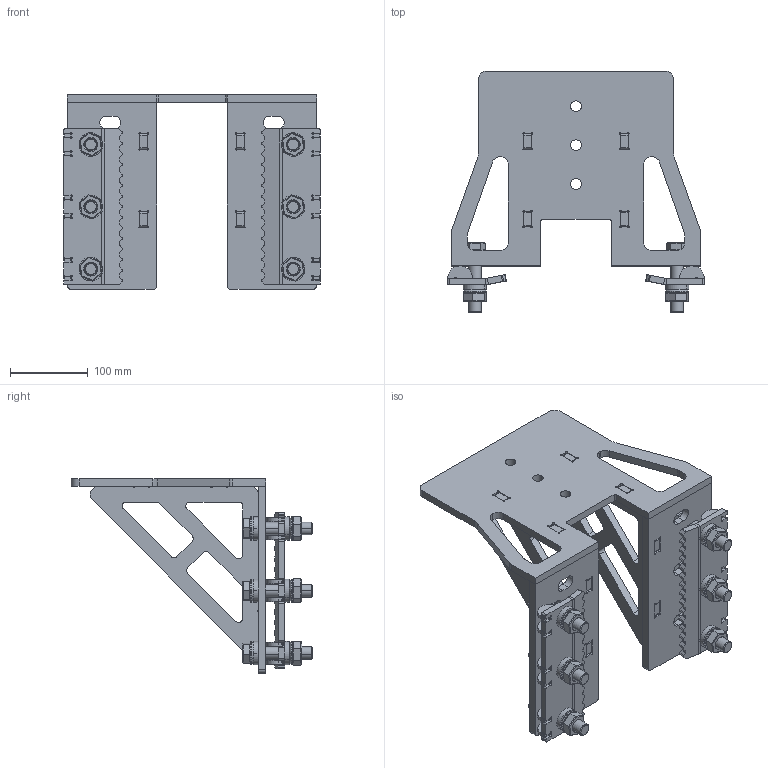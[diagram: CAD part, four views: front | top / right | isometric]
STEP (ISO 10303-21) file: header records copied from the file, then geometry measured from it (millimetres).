
FILE_DESCRIPTION (( 'STEP AP203' ), '1' );
FILE_NAME ('Baugruppe KTP-K-180-240.STEP', '2020-06-08T05:58:37', ( '' ), ( '' ), 'SwSTEP 2.0', 'SolidWorks 2018', '' );
FILE_SCHEMA (( 'CONFIG_CONTROL_DESIGN' ));
Length unit declared in the file: millimetre
Products named in the file (1): Baugruppe KTP-K-180-240
Bounding box: 330 x 310 x 250 mm (x, y, z)
Volume: 1821793.1 mm3; surface area: 525493.8 mm2
Topology: 55 solids, 55 shells, 1506 faces, 3926 edges, 2536 vertices
Faces by surface type: cylinder 730, plane 692, cone 84
Entity records: 46619 total; most frequent: DIRECTION 8484, CARTESIAN_POINT 7969, ORIENTED_EDGE 7852, EDGE_CURVE 3926, AXIS2_PLACEMENT_3D 3051, VERTEX_POINT 2536, LINE 2382, VECTOR 2382
